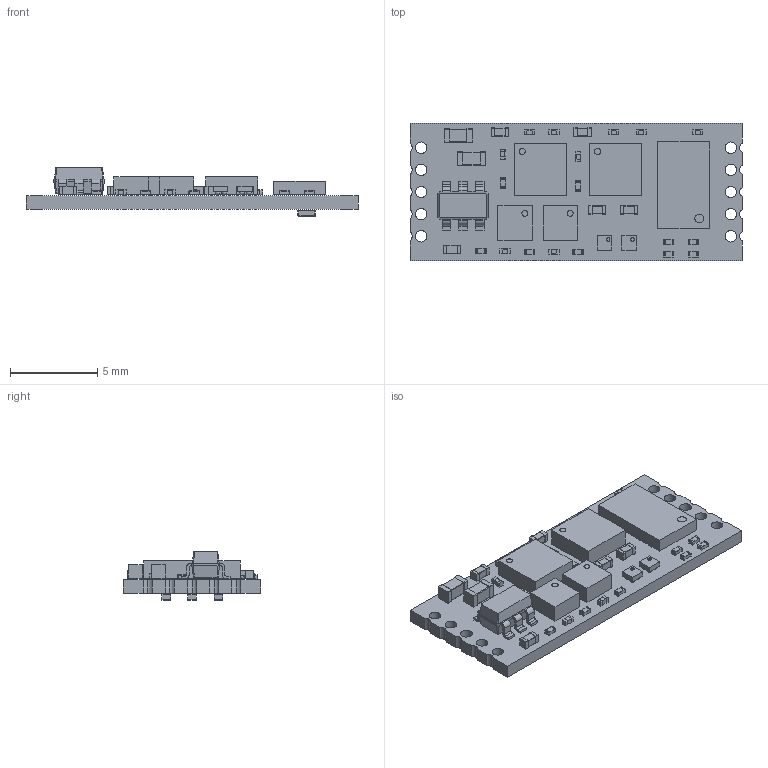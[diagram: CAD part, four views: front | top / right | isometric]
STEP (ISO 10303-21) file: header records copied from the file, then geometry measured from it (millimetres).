
FILE_DESCRIPTION(('KiCad electronic assembly'),'2;1');
FILE_NAME('imu-stamp.step','2023-05-23T12:12:12',('Pcbnew'),('Kicad'), 'Open CASCADE STEP processor 7.6','KiCad to STEP converter','Unknown' );
FILE_SCHEMA(('AUTOMOTIVE_DESIGN { 1 0 10303 214 1 1 1 1 }'));
Length unit declared in the file: millimetre
Products named in the file (22): imu-stamp 1; C_0201_0603Metric; SOLID; R_0201_0603Metric; SOT-23-6; C_0402_1005Metric; LGA-12_2x2mm_P0.5mm; LGA-16_3x3mm_P0.5mm_LayoutBorder3x5y; C_0603_1608Metric; DFN-16-1EP_3x5mm_P0.5mm_EP1.66x4.4mm; WLP-4_0.83x0.83mm_P0.4mm; R_0402_1005Metric; PCB
Assembly tree (47 placements, depth 3):
  imu-stamp 1
    C_0201_0603Metric  x9
      SOLID
    R_0201_0603Metric  x9
      SOLID
    SOT-23-6
      SOLID
    C_0402_1005Metric  x5
      SOLID
    LGA-12_2x2mm_P0.5mm  x2
      SOLID
    LGA-16_3x3mm_P0.5mm_LayoutBorder3x5y  x2
      SOLID
    C_0603_1608Metric  x2
      SOLID
    DFN-16-1EP_3x5mm_P0.5mm_EP1.66x4.4mm
      SOLID
    WLP-4_0.83x0.83mm_P0.4mm  x2
      SOLID
    R_0402_1005Metric  x3
      SOLID
    PCB
Bounding box: 19.05 x 7.87 x 2.78 mm (x, y, z)
Volume: 162.7 mm3; surface area: 568 mm2
Topology: 37 solids, 37 shells, 1371 faces, 3507 edges, 2306 vertices
Faces by surface type: plane 973, cylinder 360, bspline 30, sphere 8
Full cylindrical faces by diameter (mm): 0.2 x2, 0.35 x4, 0.5 x1, 0.66 x10
Entity records: 41851 total; most frequent: CARTESIAN_POINT 7521, DIRECTION 5624, LINE 3846, VECTOR 3846, ORIENTED_EDGE 2988, PCURVE 2988, DEFINITIONAL_REPRESENTATION 2988, EDGE_CURVE 1494
